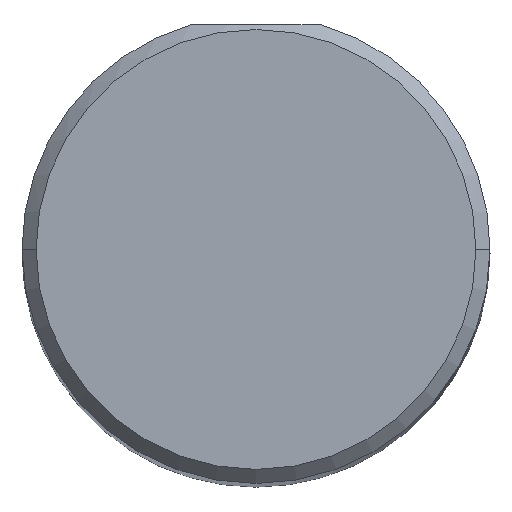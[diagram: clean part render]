
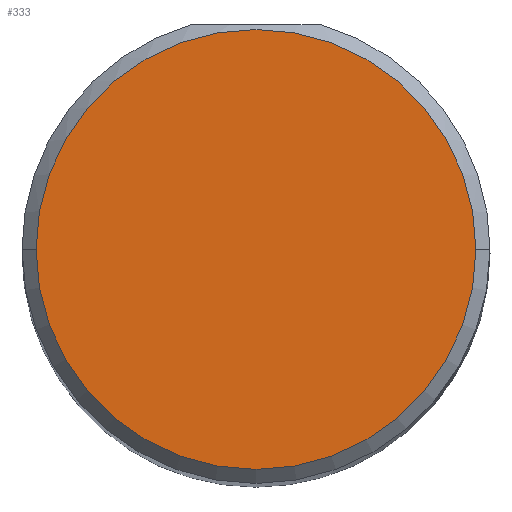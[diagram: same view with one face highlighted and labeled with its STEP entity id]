
A CAD part, top view. The second image highlights one B-rep face of the part: STEP entity #333.
In plain terms, the highlighted planar face has unit normal (0, 0, 1).
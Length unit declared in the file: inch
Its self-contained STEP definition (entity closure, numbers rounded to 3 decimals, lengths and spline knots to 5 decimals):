
#34 = DIRECTION ( 'NONE',  ( 0., 0., 1. ) ) ;
#35 = CIRCLE ( 'NONE', #146, 0.235 ) ;
#55 = VERTEX_POINT ( 'NONE', #475 ) ;
#88 = DIRECTION ( 'NONE',  ( 0., 0., 1. ) ) ;
#97 = DIRECTION ( 'NONE',  ( 1., 0., 0. ) ) ;
#120 = DIRECTION ( 'NONE',  ( 0., 0., 1. ) ) ;
#123 = CARTESIAN_POINT ( 'NONE',  ( 0., 0., 3. ) ) ;
#146 = AXIS2_PLACEMENT_3D ( 'NONE', #312, #88, #97 ) ;
#188 = ORIENTED_EDGE ( 'NONE', *, *, #501, .T. ) ;
#207 = CARTESIAN_POINT ( 'NONE',  ( 0.235, 0., 3. ) ) ;
#245 = CARTESIAN_POINT ( 'NONE',  ( 0., 0., 3. ) ) ;
#312 = CARTESIAN_POINT ( 'NONE',  ( 0., 0., 3. ) ) ;
#319 = AXIS2_PLACEMENT_3D ( 'NONE', #245, #120, #564 ) ;
#333 = ADVANCED_FACE ( 'NONE', ( #454 ), #425, .T. ) ;
#334 = VERTEX_POINT ( 'NONE', #207 ) ;
#391 = AXIS2_PLACEMENT_3D ( 'NONE', #123, #34, #428 ) ;
#425 = PLANE ( 'NONE',  #319 ) ;
#426 = CIRCLE ( 'NONE', #391, 0.235 ) ;
#428 = DIRECTION ( 'NONE',  ( 1., 0., 0. ) ) ;
#429 = EDGE_LOOP ( 'NONE', ( #446, #188 ) ) ;
#434 = EDGE_CURVE ( 'NONE', #55, #334, #426, .T. ) ;
#446 = ORIENTED_EDGE ( 'NONE', *, *, #434, .T. ) ;
#454 = FACE_OUTER_BOUND ( 'NONE', #429, .T. ) ;
#475 = CARTESIAN_POINT ( 'NONE',  ( -0.235, 0., 3. ) ) ;
#501 = EDGE_CURVE ( 'NONE', #334, #55, #35, .T. ) ;
#564 = DIRECTION ( 'NONE',  ( 1., 0., 0. ) ) ;
